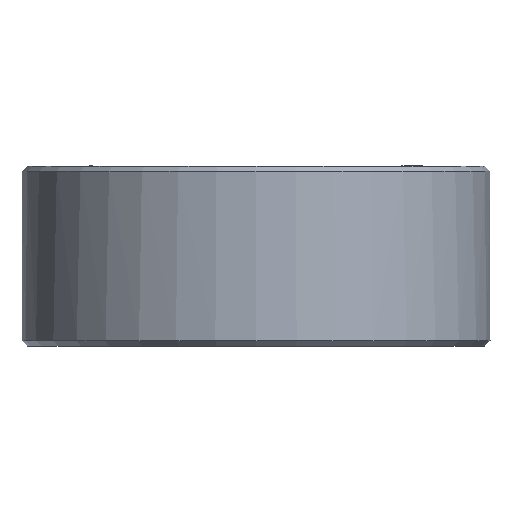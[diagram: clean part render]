
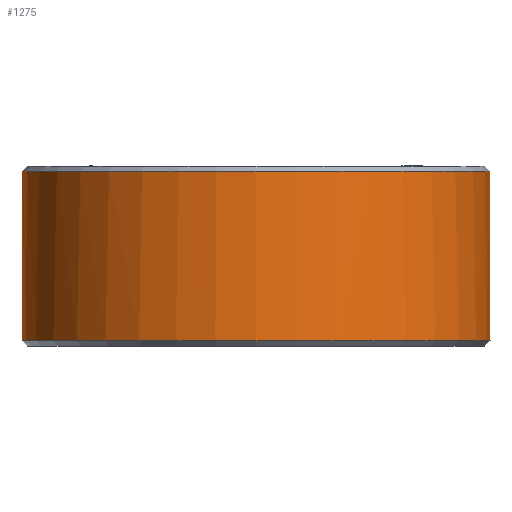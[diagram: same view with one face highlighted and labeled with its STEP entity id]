
A CAD part, front view. The second image highlights one B-rep face of the part: STEP entity #1275.
In plain terms, the highlighted cylindrical face has radius 13 mm (diameter 26 mm), a full revolution.
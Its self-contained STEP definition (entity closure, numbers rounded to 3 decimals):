
#57 = CARTESIAN_POINT ( 'NONE',  ( -12.988, -0.55, 4. ) ) ;
#119 = CIRCLE ( 'NONE', #665, 13. ) ;
#144 = LINE ( 'NONE', #260, #325 ) ;
#148 = ORIENTED_EDGE ( 'NONE', *, *, #919, .T. ) ;
#176 = ORIENTED_EDGE ( 'NONE', *, *, #755, .T. ) ;
#192 = CIRCLE ( 'NONE', #1176, 13. ) ;
#196 = CIRCLE ( 'NONE', #1413, 13. ) ;
#235 = DIRECTION ( 'NONE',  ( 0., 0., 1. ) ) ;
#253 = CYLINDRICAL_SURFACE ( 'NONE', #296, 13. ) ;
#260 = CARTESIAN_POINT ( 'NONE',  ( -12.988, 0.55, 4. ) ) ;
#279 = VECTOR ( 'NONE', #567, 1000. ) ;
#280 = CIRCLE ( 'NONE', #1007, 13. ) ;
#296 = AXIS2_PLACEMENT_3D ( 'NONE', #649, #532, #376 ) ;
#307 = CARTESIAN_POINT ( 'NONE',  ( 12.988, -0.55, 4.7 ) ) ;
#313 = EDGE_CURVE ( 'NONE', #464, #1159, #1397, .T. ) ;
#325 = VECTOR ( 'NONE', #1510, 1000. ) ;
#354 = ORIENTED_EDGE ( 'NONE', *, *, #481, .T. ) ;
#376 = DIRECTION ( 'NONE',  ( -1., 0., 0. ) ) ;
#396 = ORIENTED_EDGE ( 'NONE', *, *, #1477, .T. ) ;
#399 = FACE_OUTER_BOUND ( 'NONE', #1396, .T. ) ;
#402 = CARTESIAN_POINT ( 'NONE',  ( 0., 0., 4.7 ) ) ;
#447 = CIRCLE ( 'NONE', #1157, 13. ) ;
#464 = VERTEX_POINT ( 'NONE', #853 ) ;
#481 = EDGE_CURVE ( 'NONE', #1587, #1521, #839, .T. ) ;
#532 = DIRECTION ( 'NONE',  ( 0., 0., -1. ) ) ;
#567 = DIRECTION ( 'NONE',  ( 0., 0., -1. ) ) ;
#579 = VERTEX_POINT ( 'NONE', #1472 ) ;
#581 = CARTESIAN_POINT ( 'NONE',  ( 0., 0., -4.7 ) ) ;
#608 = VECTOR ( 'NONE', #1340, 1000. ) ;
#617 = DIRECTION ( 'NONE',  ( -1., 0., 0. ) ) ;
#649 = CARTESIAN_POINT ( 'NONE',  ( 0., 0., 5. ) ) ;
#665 = AXIS2_PLACEMENT_3D ( 'NONE', #719, #1209, #617 ) ;
#669 = CARTESIAN_POINT ( 'NONE',  ( 12.988, 0.55, 4. ) ) ;
#719 = CARTESIAN_POINT ( 'NONE',  ( 0., 0., 4. ) ) ;
#729 = VERTEX_POINT ( 'NONE', #1190 ) ;
#755 = EDGE_CURVE ( 'NONE', #813, #464, #447, .T. ) ;
#785 = EDGE_CURVE ( 'NONE', #729, #729, #280, .T. ) ;
#786 = DIRECTION ( 'NONE',  ( 0., 0., -1. ) ) ;
#801 = DIRECTION ( 'NONE',  ( -1., 0., 0. ) ) ;
#812 = CARTESIAN_POINT ( 'NONE',  ( 0., 0., 4.7 ) ) ;
#813 = VERTEX_POINT ( 'NONE', #307 ) ;
#818 = DIRECTION ( 'NONE',  ( 0., 0., 1. ) ) ;
#839 = LINE ( 'NONE', #967, #608 ) ;
#853 = CARTESIAN_POINT ( 'NONE',  ( -12.988, -0.55, 4.7 ) ) ;
#867 = LINE ( 'NONE', #1479, #1572 ) ;
#893 = DIRECTION ( 'NONE',  ( 0., 0., -1. ) ) ;
#898 = EDGE_CURVE ( 'NONE', #1061, #1521, #192, .T. ) ;
#919 = EDGE_CURVE ( 'NONE', #1061, #813, #867, .T. ) ;
#964 = DIRECTION ( 'NONE',  ( 0., 0., 1. ) ) ;
#967 = CARTESIAN_POINT ( 'NONE',  ( 12.988, 0.55, 4. ) ) ;
#1007 = AXIS2_PLACEMENT_3D ( 'NONE', #581, #818, #1079 ) ;
#1018 = ORIENTED_EDGE ( 'NONE', *, *, #1287, .T. ) ;
#1026 = EDGE_LOOP ( 'NONE', ( #396, #354, #1560, #148, #176, #1341, #1144, #1018 ) ) ;
#1053 = VERTEX_POINT ( 'NONE', #1425 ) ;
#1061 = VERTEX_POINT ( 'NONE', #1550 ) ;
#1079 = DIRECTION ( 'NONE',  ( -1., 0., 0. ) ) ;
#1101 = CARTESIAN_POINT ( 'NONE',  ( 0., 0., 4. ) ) ;
#1113 = DIRECTION ( 'NONE',  ( -1., 0., 0. ) ) ;
#1144 = ORIENTED_EDGE ( 'NONE', *, *, #1230, .F. ) ;
#1157 = AXIS2_PLACEMENT_3D ( 'NONE', #402, #893, #1568 ) ;
#1159 = VERTEX_POINT ( 'NONE', #1218 ) ;
#1176 = AXIS2_PLACEMENT_3D ( 'NONE', #1101, #235, #1113 ) ;
#1190 = CARTESIAN_POINT ( 'NONE',  ( -13., 0., -4.7 ) ) ;
#1209 = DIRECTION ( 'NONE',  ( 0., 0., 1. ) ) ;
#1218 = CARTESIAN_POINT ( 'NONE',  ( -12.988, -0.55, 4. ) ) ;
#1230 = EDGE_CURVE ( 'NONE', #1053, #1159, #119, .T. ) ;
#1275 = ADVANCED_FACE ( 'NONE', ( #399, #1602 ), #253, .T. ) ;
#1286 = ORIENTED_EDGE ( 'NONE', *, *, #785, .T. ) ;
#1287 = EDGE_CURVE ( 'NONE', #1053, #579, #144, .T. ) ;
#1340 = DIRECTION ( 'NONE',  ( 0., 0., -1. ) ) ;
#1341 = ORIENTED_EDGE ( 'NONE', *, *, #313, .T. ) ;
#1396 = EDGE_LOOP ( 'NONE', ( #1286 ) ) ;
#1397 = LINE ( 'NONE', #57, #279 ) ;
#1413 = AXIS2_PLACEMENT_3D ( 'NONE', #812, #786, #801 ) ;
#1425 = CARTESIAN_POINT ( 'NONE',  ( -12.988, 0.55, 4. ) ) ;
#1472 = CARTESIAN_POINT ( 'NONE',  ( -12.988, 0.55, 4.7 ) ) ;
#1477 = EDGE_CURVE ( 'NONE', #579, #1587, #196, .T. ) ;
#1479 = CARTESIAN_POINT ( 'NONE',  ( 12.988, -0.55, 4. ) ) ;
#1510 = DIRECTION ( 'NONE',  ( 0., 0., 1. ) ) ;
#1521 = VERTEX_POINT ( 'NONE', #669 ) ;
#1550 = CARTESIAN_POINT ( 'NONE',  ( 12.988, -0.55, 4. ) ) ;
#1560 = ORIENTED_EDGE ( 'NONE', *, *, #898, .F. ) ;
#1568 = DIRECTION ( 'NONE',  ( -1., 0., 0. ) ) ;
#1572 = VECTOR ( 'NONE', #964, 1000. ) ;
#1579 = CARTESIAN_POINT ( 'NONE',  ( 12.988, 0.55, 4.7 ) ) ;
#1587 = VERTEX_POINT ( 'NONE', #1579 ) ;
#1602 = FACE_OUTER_BOUND ( 'NONE', #1026, .T. ) ;
